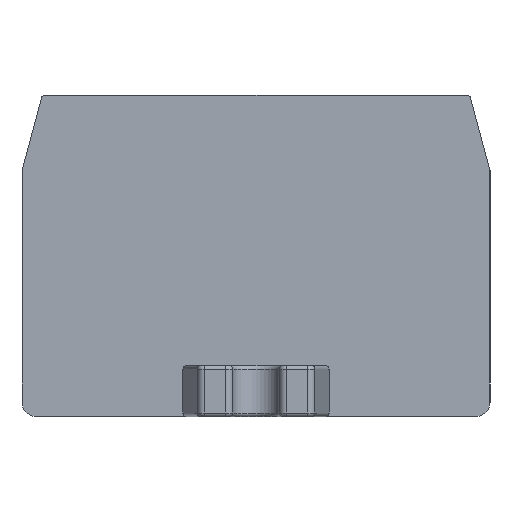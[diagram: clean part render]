
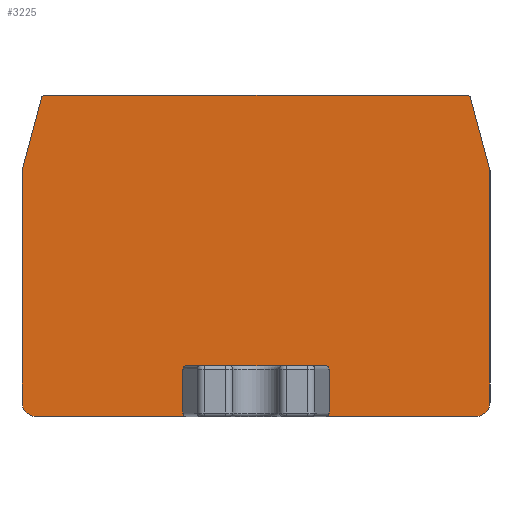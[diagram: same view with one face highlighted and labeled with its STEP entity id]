
A CAD part, front view. The second image highlights one B-rep face of the part: STEP entity #3225.
In plain terms, the highlighted planar face has unit normal (0, -1, 0).
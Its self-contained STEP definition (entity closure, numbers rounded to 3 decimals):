
#66=ELLIPSE('',#3363,0.254,0.25);
#67=ELLIPSE('',#3374,0.254,0.25);
#68=ELLIPSE('',#3421,0.254,0.25);
#69=ELLIPSE('',#3424,0.254,0.25);
#155=CIRCLE('',#3365,1.);
#157=CIRCLE('',#3368,1.);
#182=CIRCLE('',#3412,0.25);
#184=CIRCLE('',#3415,0.25);
#1052=ORIENTED_EDGE('',*,*,#1372,.T.);
#1053=ORIENTED_EDGE('',*,*,#1323,.T.);
#1054=ORIENTED_EDGE('',*,*,#1321,.T.);
#1055=ORIENTED_EDGE('',*,*,#1310,.T.);
#1056=ORIENTED_EDGE('',*,*,#1355,.T.);
#1057=ORIENTED_EDGE('',*,*,#1359,.T.);
#1058=ORIENTED_EDGE('',*,*,#1361,.T.);
#1059=ORIENTED_EDGE('',*,*,#1637,.T.);
#1060=ORIENTED_EDGE('',*,*,#1364,.T.);
#1061=ORIENTED_EDGE('',*,*,#1369,.T.);
#1062=ORIENTED_EDGE('',*,*,#1371,.T.);
#1063=ORIENTED_EDGE('',*,*,#1306,.T.);
#1064=ORIENTED_EDGE('',*,*,#1314,.T.);
#1065=ORIENTED_EDGE('',*,*,#1304,.T.);
#1066=ORIENTED_EDGE('',*,*,#1380,.F.);
#1067=ORIENTED_EDGE('',*,*,#1378,.T.);
#1068=ORIENTED_EDGE('',*,*,#1376,.T.);
#1069=ORIENTED_EDGE('',*,*,#1374,.T.);
#1304=EDGE_CURVE('',#1731,#1730,#66,.F.);
#1306=EDGE_CURVE('',#1732,#1733,#155,.T.);
#1310=EDGE_CURVE('',#1736,#1737,#157,.T.);
#1314=EDGE_CURVE('',#1733,#1731,#2012,.T.);
#1321=EDGE_CURVE('',#1744,#1736,#2017,.T.);
#1323=EDGE_CURVE('',#1745,#1744,#67,.F.);
#1355=EDGE_CURVE('',#1737,#1762,#2029,.T.);
#1359=EDGE_CURVE('',#1762,#1765,#2033,.T.);
#1361=EDGE_CURVE('',#1765,#1767,#182,.T.);
#1364=EDGE_CURVE('',#1770,#1769,#184,.T.);
#1369=EDGE_CURVE('',#1769,#1773,#2039,.T.);
#1371=EDGE_CURVE('',#1773,#1732,#2041,.T.);
#1372=EDGE_CURVE('',#1774,#1745,#2042,.T.);
#1374=EDGE_CURVE('',#1775,#1774,#68,.F.);
#1376=EDGE_CURVE('',#1776,#1775,#2045,.T.);
#1378=EDGE_CURVE('',#1777,#1776,#69,.F.);
#1380=EDGE_CURVE('',#1777,#1730,#2048,.T.);
#1637=EDGE_CURVE('',#1767,#1770,#2237,.T.);
#1730=VERTEX_POINT('',#4765);
#1731=VERTEX_POINT('',#4767);
#1732=VERTEX_POINT('',#4771);
#1733=VERTEX_POINT('',#4772);
#1736=VERTEX_POINT('',#4780);
#1737=VERTEX_POINT('',#4781);
#1744=VERTEX_POINT('',#4800);
#1745=VERTEX_POINT('',#4804);
#1762=VERTEX_POINT('',#4866);
#1765=VERTEX_POINT('',#4874);
#1767=VERTEX_POINT('',#4879);
#1769=VERTEX_POINT('',#4885);
#1770=VERTEX_POINT('',#4887);
#1773=VERTEX_POINT('',#4895);
#1774=VERTEX_POINT('',#4902);
#1775=VERTEX_POINT('',#4906);
#1776=VERTEX_POINT('',#4910);
#1777=VERTEX_POINT('',#4914);
#2012=LINE('',#4788,#2308);
#2017=LINE('',#4799,#2313);
#2029=LINE('',#4868,#2325);
#2033=LINE('',#4875,#2329);
#2039=LINE('',#4896,#2335);
#2041=LINE('',#4899,#2337);
#2042=LINE('',#4901,#2338);
#2045=LINE('',#4909,#2341);
#2048=LINE('',#4917,#2344);
#2237=LINE('',#5862,#2533);
#2308=VECTOR('',#3861,1000.);
#2313=VECTOR('',#3870,1000.);
#2325=VECTOR('',#3956,1000.);
#2329=VECTOR('',#3962,1000.);
#2335=VECTOR('',#3982,1000.);
#2337=VECTOR('',#3986,1000.);
#2338=VECTOR('',#3989,1000.);
#2341=VECTOR('',#3998,1000.);
#2344=VECTOR('',#4007,1000.);
#2533=VECTOR('',#4464,1000.);
#2729=EDGE_LOOP('',(#1052,#1053,#1054,#1055,#1056,#1057,#1058,#1059,#1060,
#1061,#1062,#1063,#1064,#1065,#1066,#1067,#1068,#1069));
#2931=FACE_BOUND('',#2729,.T.);
#3041=PLANE('',#3564);
#3225=ADVANCED_FACE('',(#2931),#3041,.T.);
#3363=AXIS2_PLACEMENT_3D('',#4766,#3840,#3841);
#3365=AXIS2_PLACEMENT_3D('',#4770,#3845,#3846);
#3368=AXIS2_PLACEMENT_3D('',#4779,#3853,#3854);
#3374=AXIS2_PLACEMENT_3D('',#4803,#3874,#3875);
#3412=AXIS2_PLACEMENT_3D('',#4880,#3966,#3967);
#3415=AXIS2_PLACEMENT_3D('',#4886,#3973,#3974);
#3421=AXIS2_PLACEMENT_3D('',#4905,#3993,#3994);
#3424=AXIS2_PLACEMENT_3D('',#4913,#4002,#4003);
#3564=AXIS2_PLACEMENT_3D('',#5879,#4481,#4482);
#3840=DIRECTION('',(0.,-1.,0.));
#3841=DIRECTION('',(1.,0.,0.));
#3845=DIRECTION('',(0.,-1.,0.));
#3846=DIRECTION('',(1.,0.,0.));
#3853=DIRECTION('',(0.,-1.,0.));
#3854=DIRECTION('',(0.,0.,-1.));
#3861=DIRECTION('',(1.,0.,0.));
#3870=DIRECTION('',(1.,0.,0.));
#3874=DIRECTION('',(0.,-1.,0.));
#3875=DIRECTION('',(1.,0.,0.));
#3956=DIRECTION('',(0.,0.,1.));
#3962=DIRECTION('',(-0.259,0.,0.966));
#3966=DIRECTION('',(0.,-1.,0.));
#3967=DIRECTION('',(1.,0.,0.));
#3973=DIRECTION('',(0.,-1.,0.));
#3974=DIRECTION('',(1.,0.,0.));
#3982=DIRECTION('',(-0.259,0.,-0.966));
#3986=DIRECTION('',(0.,0.,-1.));
#3989=DIRECTION('',(0.,0.,-1.));
#3993=DIRECTION('',(0.,-1.,0.));
#3994=DIRECTION('',(-1.,0.,0.));
#3998=DIRECTION('',(1.,0.,0.));
#4002=DIRECTION('',(0.,-1.,0.));
#4003=DIRECTION('',(-1.,0.,0.));
#4007=DIRECTION('',(0.,0.,-1.));
#4464=DIRECTION('',(-1.,0.,0.));
#4481=DIRECTION('',(0.,-1.,0.));
#4482=DIRECTION('',(0.,0.,-1.));
#4765=CARTESIAN_POINT('',(-9.775,-21.15,-4.154));
#4766=CARTESIAN_POINT('',(-9.521,-21.15,-4.154));
#4767=CARTESIAN_POINT('',(-9.521,-21.15,-4.404));
#4770=CARTESIAN_POINT('',(-19.8,-21.15,-3.404));
#4771=CARTESIAN_POINT('',(-20.8,-21.15,-3.404));
#4772=CARTESIAN_POINT('',(-19.8,-21.15,-4.404));
#4779=CARTESIAN_POINT('',(10.25,-21.15,-3.404));
#4780=CARTESIAN_POINT('',(10.25,-21.15,-4.404));
#4781=CARTESIAN_POINT('',(11.25,-21.15,-3.404));
#4788=CARTESIAN_POINT('',(-20.,-21.15,-4.404));
#4799=CARTESIAN_POINT('',(-20.,-21.15,-4.404));
#4800=CARTESIAN_POINT('',(-0.029,-21.15,-4.404));
#4803=CARTESIAN_POINT('',(-0.029,-21.15,-4.154));
#4804=CARTESIAN_POINT('',(0.225,-21.15,-4.154));
#4866=CARTESIAN_POINT('',(11.25,-21.15,12.457));
#4868=CARTESIAN_POINT('',(11.25,-21.15,12.411));
#4874=CARTESIAN_POINT('',(9.922,-21.15,17.415));
#4875=CARTESIAN_POINT('',(9.922,-21.15,17.415));
#4879=CARTESIAN_POINT('',(9.68,-21.15,17.6));
#4880=CARTESIAN_POINT('',(9.68,-21.15,17.35));
#4885=CARTESIAN_POINT('',(-19.472,-21.15,17.415));
#4886=CARTESIAN_POINT('',(-19.23,-21.15,17.35));
#4887=CARTESIAN_POINT('',(-19.23,-21.15,17.6));
#4895=CARTESIAN_POINT('',(-20.8,-21.15,12.457));
#4896=CARTESIAN_POINT('',(-19.472,-21.15,17.415));
#4899=CARTESIAN_POINT('',(-20.8,-21.15,-4.574));
#4901=CARTESIAN_POINT('',(0.225,-21.15,-0.904));
#4902=CARTESIAN_POINT('',(0.225,-21.15,-1.154));
#4905=CARTESIAN_POINT('',(-0.029,-21.15,-1.154));
#4906=CARTESIAN_POINT('',(-0.029,-21.15,-0.904));
#4909=CARTESIAN_POINT('',(-9.775,-21.15,-0.904));
#4910=CARTESIAN_POINT('',(-9.521,-21.15,-0.904));
#4913=CARTESIAN_POINT('',(-9.521,-21.15,-1.154));
#4914=CARTESIAN_POINT('',(-9.775,-21.15,-1.154));
#4917=CARTESIAN_POINT('',(-9.775,-21.15,-0.904));
#5862=CARTESIAN_POINT('',(-19.23,-21.15,17.6));
#5879=CARTESIAN_POINT('',(-20.,-21.15,-4.574));
